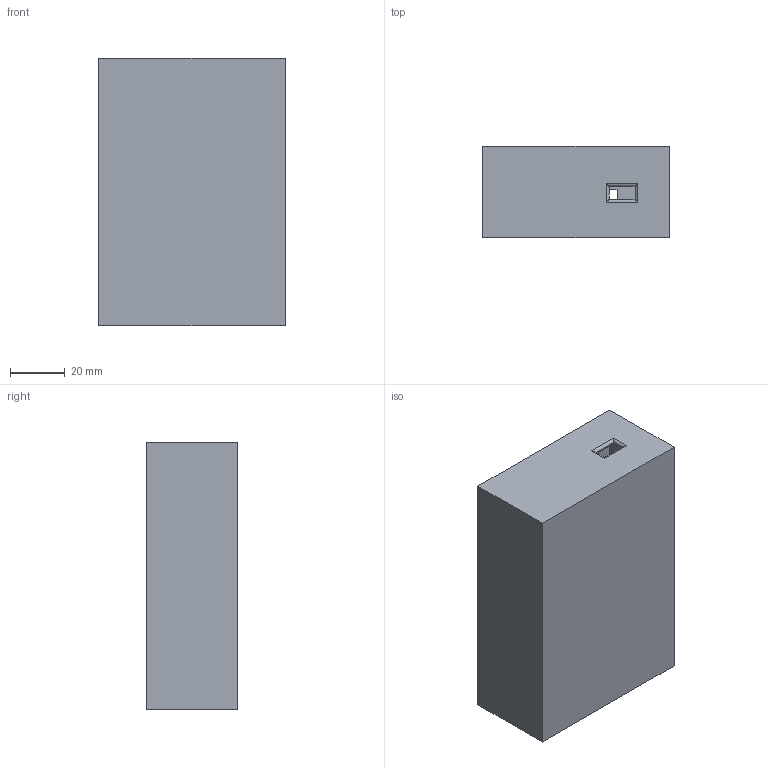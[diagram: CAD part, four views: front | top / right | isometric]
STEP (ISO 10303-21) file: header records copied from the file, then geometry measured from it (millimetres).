
FILE_DESCRIPTION(/* description */ (''),/* implementation_level */ '2;1');
FILE_NAME(/* name */ 'carcasaXeotype_WEMOS.stp',/* time_stamp */ '2021-04-10T19:57:42+03:00',/* author */ ('Vlasciar'),/* organization */ (''),/* preprocessor_version */ 'ST-DEVELOPER v18',/* originating_system */ 'Autodesk Inventor 2020',/* authorisation */ '');
FILE_SCHEMA (('AUTOMOTIVE_DESIGN { 1 0 10303 214 3 1 1 }'));
Length unit declared in the file: millimetre
Products named in the file (1): Part1
Bounding box: 68.2 x 33.3 x 98 mm (x, y, z)
Volume: 33740.8 mm3; surface area: 45629 mm2
Topology: 1 solids, 1 shells, 48 faces, 127 edges, 92 vertices
Faces by surface type: plane 28, cylinder 20
Full cylindrical faces by diameter (mm): 4 x2, 6.5 x2, 7 x12
Entity records: 1574 total; most frequent: DIRECTION 262, CARTESIAN_POINT 259, ORIENTED_EDGE 236, EDGE_CURVE 118, AXIS2_PLACEMENT_3D 91, EDGE_LOOP 82, LINE 80, VECTOR 80
